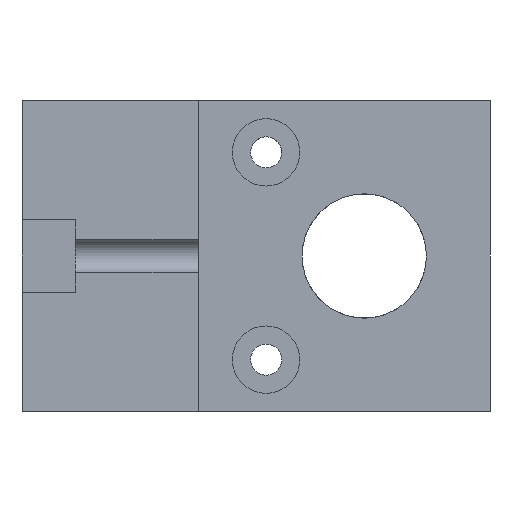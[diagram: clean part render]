
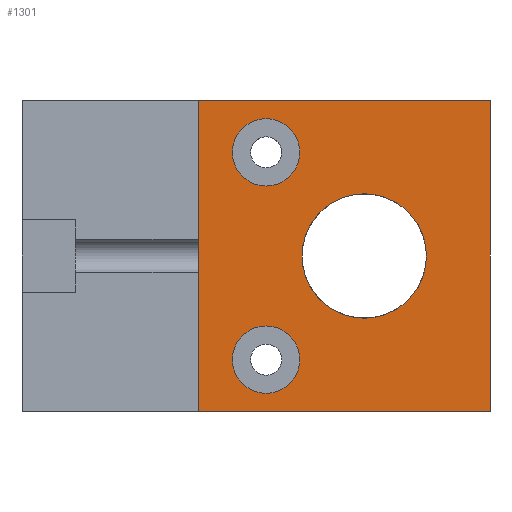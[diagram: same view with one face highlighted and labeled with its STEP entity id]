
A CAD part, front view. The second image highlights one B-rep face of the part: STEP entity #1301.
In plain terms, the highlighted planar face has unit normal (0, -1, 0).
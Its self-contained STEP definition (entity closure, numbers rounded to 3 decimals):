
#51=FACE_BOUND('',#223,.T.);
#52=FACE_BOUND('',#224,.T.);
#53=FACE_BOUND('',#225,.T.);
#92=PLANE('',#1428);
#151=FACE_OUTER_BOUND('',#222,.T.);
#222=EDGE_LOOP('',(#1154,#1155,#1156,#1157));
#223=EDGE_LOOP('',(#1158));
#224=EDGE_LOOP('',(#1159));
#225=EDGE_LOOP('',(#1160));
#347=LINE('',#2233,#483);
#359=LINE('',#2255,#495);
#360=LINE('',#2258,#496);
#361=LINE('',#2259,#497);
#483=VECTOR('',#1733,10.);
#495=VECTOR('',#1747,10.);
#496=VECTOR('',#1750,10.);
#497=VECTOR('',#1751,10.);
#528=CIRCLE('',#1368,3.25);
#532=CIRCLE('',#1375,3.25);
#536=CIRCLE('',#1402,6.);
#598=VERTEX_POINT('',#1978);
#602=VERTEX_POINT('',#1991);
#639=VERTEX_POINT('',#2170);
#651=VERTEX_POINT('',#2230);
#652=VERTEX_POINT('',#2232);
#661=VERTEX_POINT('',#2253);
#662=VERTEX_POINT('',#2257);
#737=EDGE_CURVE('',#598,#598,#528,.T.);
#743=EDGE_CURVE('',#602,#602,#532,.T.);
#795=EDGE_CURVE('',#639,#639,#536,.T.);
#827=EDGE_CURVE('',#651,#652,#347,.T.);
#839=EDGE_CURVE('',#651,#661,#359,.T.);
#840=EDGE_CURVE('',#662,#661,#360,.T.);
#841=EDGE_CURVE('',#652,#662,#361,.T.);
#1154=ORIENTED_EDGE('',*,*,#839,.T.);
#1155=ORIENTED_EDGE('',*,*,#840,.F.);
#1156=ORIENTED_EDGE('',*,*,#841,.F.);
#1157=ORIENTED_EDGE('',*,*,#827,.F.);
#1158=ORIENTED_EDGE('',*,*,#737,.T.);
#1159=ORIENTED_EDGE('',*,*,#743,.T.);
#1160=ORIENTED_EDGE('',*,*,#795,.T.);
#1301=ADVANCED_FACE('',(#151,#51,#52,#53),#92,.T.);
#1368=AXIS2_PLACEMENT_3D('',#1979,#1558,#1559);
#1375=AXIS2_PLACEMENT_3D('',#1992,#1574,#1575);
#1402=AXIS2_PLACEMENT_3D('',#2172,#1660,#1661);
#1428=AXIS2_PLACEMENT_3D('',#2256,#1748,#1749);
#1558=DIRECTION('center_axis',(0.,1.,0.));
#1559=DIRECTION('ref_axis',(1.,0.,0.));
#1574=DIRECTION('center_axis',(0.,1.,0.));
#1575=DIRECTION('ref_axis',(1.,0.,0.));
#1660=DIRECTION('center_axis',(0.,1.,0.));
#1661=DIRECTION('ref_axis',(1.,0.,0.));
#1733=DIRECTION('',(1.,0.,0.));
#1747=DIRECTION('',(0.,0.,-1.));
#1748=DIRECTION('center_axis',(0.,-1.,0.));
#1749=DIRECTION('ref_axis',(-1.,0.,0.));
#1750=DIRECTION('',(-1.,0.,0.));
#1751=DIRECTION('',(0.,0.,-1.));
#1978=CARTESIAN_POINT('',(-5.25,269.25,-10.));
#1979=CARTESIAN_POINT('Origin',(-2.,269.25,-10.));
#1991=CARTESIAN_POINT('',(-5.25,269.25,10.));
#1992=CARTESIAN_POINT('Origin',(-2.,269.25,10.));
#2170=CARTESIAN_POINT('',(1.465,269.25,0.));
#2172=CARTESIAN_POINT('Origin',(7.465,269.25,0.));
#2230=CARTESIAN_POINT('',(-8.535,269.25,15.));
#2232=CARTESIAN_POINT('',(19.6,269.25,15.));
#2233=CARTESIAN_POINT('',(23.465,269.25,15.));
#2253=CARTESIAN_POINT('',(-8.535,269.25,-15.));
#2255=CARTESIAN_POINT('',(-8.535,269.25,0.));
#2256=CARTESIAN_POINT('Origin',(19.6,269.25,0.));
#2257=CARTESIAN_POINT('',(19.6,269.25,-15.));
#2258=CARTESIAN_POINT('',(23.465,269.25,-15.));
#2259=CARTESIAN_POINT('',(19.6,269.25,0.));
